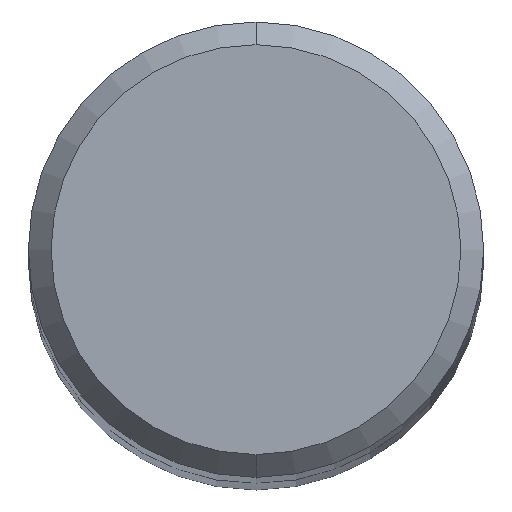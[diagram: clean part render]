
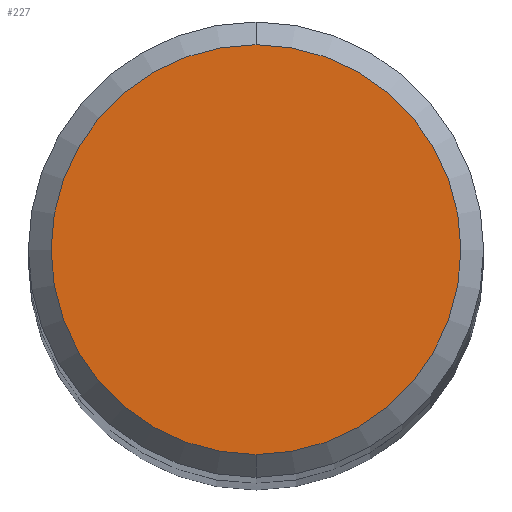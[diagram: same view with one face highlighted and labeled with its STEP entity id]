
A CAD part, top view. The second image highlights one B-rep face of the part: STEP entity #227.
In plain terms, the highlighted planar face has unit normal (0, 0, 1).
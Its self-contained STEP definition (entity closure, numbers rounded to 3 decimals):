
#227=ADVANCED_FACE('',(#511),#512,.T.);
#255=VERTEX_POINT('',#543);
#287=VERTEX_POINT('',#578);
#305=EDGE_CURVE('',#287,#255,#598,.T.);
#413=EDGE_CURVE('',#255,#287,#713,.T.);
#511=FACE_OUTER_BOUND('',#875,.T.);
#512=PLANE('',#876);
#543=CARTESIAN_POINT('',(0.0,5.4,0.0));
#578=CARTESIAN_POINT('',(0.,-5.4,0.0));
#598=CIRCLE('',#1079,5.4);
#713=CIRCLE('',#1372,5.4);
#875=EDGE_LOOP('',(#1460,#1461));
#876=AXIS2_PLACEMENT_3D('',#1462,#1463,#1464);
#1079=AXIS2_PLACEMENT_3D('',#1557,#1558,#1559);
#1372=AXIS2_PLACEMENT_3D('',#1678,#1679,#1680);
#1460=ORIENTED_EDGE('',*,*,#413,.F.);
#1461=ORIENTED_EDGE('',*,*,#305,.F.);
#1462=CARTESIAN_POINT('',(0.0,2.7,0.0));
#1463=DIRECTION('',(-0.0,0.0,1.0));
#1464=DIRECTION('',(0.0,-1.0,0.0));
#1557=CARTESIAN_POINT('',(0.0,0.0,0.0));
#1558=DIRECTION('',(0.0,0.0,-1.0));
#1559=DIRECTION('',(0.0,1.0,0.0));
#1678=CARTESIAN_POINT('',(0.0,0.0,0.0));
#1679=DIRECTION('',(0.0,0.0,-1.0));
#1680=DIRECTION('',(0.0,1.0,0.0));
